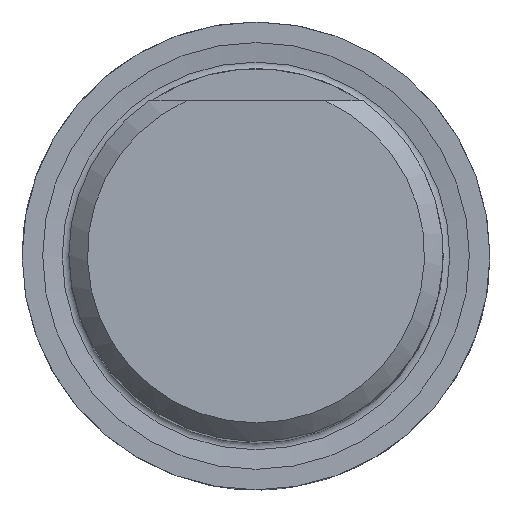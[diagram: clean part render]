
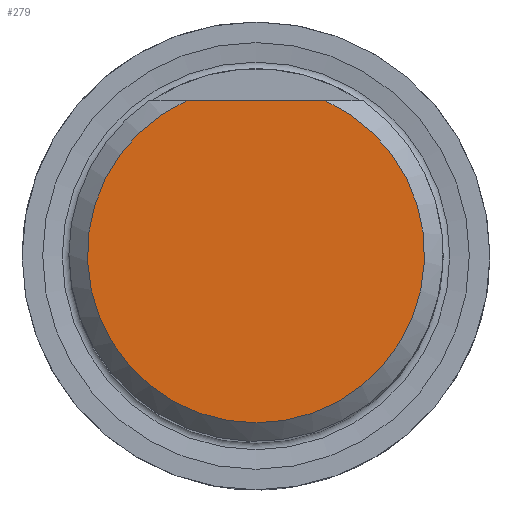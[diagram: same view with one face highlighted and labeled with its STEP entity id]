
A CAD part, top view. The second image highlights one B-rep face of the part: STEP entity #279.
In plain terms, the highlighted planar face has unit normal (0, 0, 1).
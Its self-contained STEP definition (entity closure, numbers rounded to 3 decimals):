
#56 = EDGE_CURVE ( 'NONE', #576, #705, #811, .T. ) ;
#87 = CARTESIAN_POINT ( 'NONE',  ( 0., 0., 50. ) ) ;
#279 = ADVANCED_FACE ( 'NONE', ( #945 ), #1156, .T. ) ;
#373 = ORIENTED_EDGE ( 'NONE', *, *, #56, .F. ) ;
#387 = ORIENTED_EDGE ( 'NONE', *, *, #390, .F. ) ;
#390 = EDGE_CURVE ( 'NONE', #705, #576, #408, .T. ) ;
#408 = LINE ( 'NONE', #984, #1087 ) ;
#475 = DIRECTION ( 'NONE',  ( 0., 0., -1. ) ) ;
#528 = CARTESIAN_POINT ( 'NONE',  ( -3.728, 8.2, 50. ) ) ;
#562 = AXIS2_PLACEMENT_3D ( 'NONE', #87, #1149, #1147 ) ;
#576 = VERTEX_POINT ( 'NONE', #696 ) ;
#696 = CARTESIAN_POINT ( 'NONE',  ( 3.728, 8.2, 50. ) ) ;
#705 = VERTEX_POINT ( 'NONE', #528 ) ;
#799 = EDGE_LOOP ( 'NONE', ( #387, #373 ) ) ;
#811 = CIRCLE ( 'NONE', #960, 9.008 ) ;
#854 = CARTESIAN_POINT ( 'NONE',  ( 0., 0., 50. ) ) ;
#945 = FACE_OUTER_BOUND ( 'NONE', #799, .T. ) ;
#960 = AXIS2_PLACEMENT_3D ( 'NONE', #854, #475, #1175 ) ;
#968 = DIRECTION ( 'NONE',  ( 1., 0., 0. ) ) ;
#984 = CARTESIAN_POINT ( 'NONE',  ( 0., 8.2, 50. ) ) ;
#1087 = VECTOR ( 'NONE', #968, 1000. ) ;
#1147 = DIRECTION ( 'NONE',  ( 1., 0., 0. ) ) ;
#1149 = DIRECTION ( 'NONE',  ( 0., 0., 1. ) ) ;
#1156 = PLANE ( 'NONE',  #562 ) ;
#1175 = DIRECTION ( 'NONE',  ( -1., 0., 0. ) ) ;
